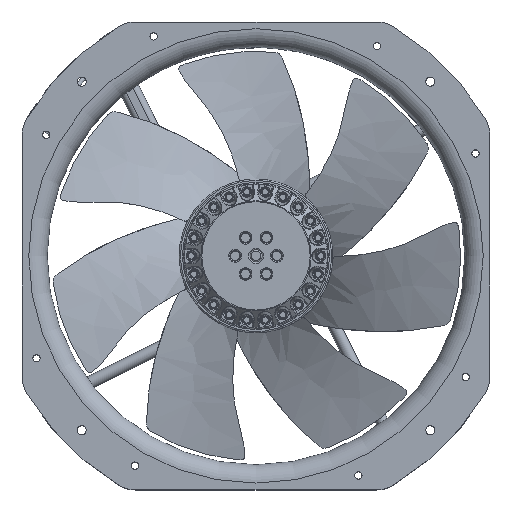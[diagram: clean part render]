
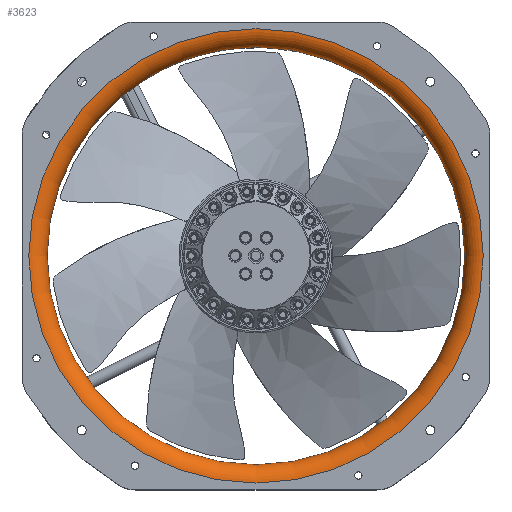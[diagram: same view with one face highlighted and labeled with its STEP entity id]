
A CAD part, top view. The second image highlights one B-rep face of the part: STEP entity #3623.
In plain terms, the highlighted toroidal (fillet/blend) face has major radius 136 mm and minor radius 11 mm.
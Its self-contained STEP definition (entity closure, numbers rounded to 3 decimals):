
#3623=ADVANCED_FACE('',(#25223,#25225),#25227,.T.);
#25223=FACE_BOUND('',#25224,.T.);
#25224=EDGE_LOOP('',(#81572,#81573));
#25225=FACE_BOUND('',#25226,.T.);
#25226=EDGE_LOOP('',(#81574,#81575));
#25227=TOROIDAL_SURFACE('',#25228,136.,11.);
#25228=AXIS2_PLACEMENT_3D('',#25229,#25230,#25231);
#25229=CARTESIAN_POINT('',(0.,0.,69.));
#25230=DIRECTION('',(0.,0.,1.));
#25231=DIRECTION('',(1.,0.,0.));
#81572=ORIENTED_EDGE('',*,*,#90643,.F.);
#81573=ORIENTED_EDGE('',*,*,#90642,.F.);
#81574=ORIENTED_EDGE('',*,*,#91065,.T.);
#81575=ORIENTED_EDGE('',*,*,#91066,.T.);
#90642=EDGE_CURVE('',#96289,#96290,#96291,.F.);
#90643=EDGE_CURVE('',#96290,#96289,#96292,.F.);
#91065=EDGE_CURVE('',#97044,#97045,#97046,.F.);
#91066=EDGE_CURVE('',#97045,#97044,#97047,.F.);
#96289=VERTEX_POINT('',#108662);
#96290=VERTEX_POINT('',#108663);
#96291=CIRCLE('',#108664,136.);
#96292=CIRCLE('',#108668,136.);
#97044=VERTEX_POINT('',#112450);
#97045=VERTEX_POINT('',#112451);
#97046=CIRCLE('',#112452,125.);
#97047=CIRCLE('',#112456,125.);
#108662=CARTESIAN_POINT('',(136.,0.,80.));
#108663=CARTESIAN_POINT('',(-136.,0.,80.));
#108664=AXIS2_PLACEMENT_3D('',#108665,#108666,#108667);
#108665=CARTESIAN_POINT('',(0.,0.,80.));
#108666=DIRECTION('',(0.,0.,1.));
#108667=DIRECTION('',(-1.,0.,0.));
#108668=AXIS2_PLACEMENT_3D('',#108669,#108670,#108671);
#108669=CARTESIAN_POINT('',(0.,0.,80.));
#108670=DIRECTION('',(0.,0.,1.));
#108671=DIRECTION('',(1.,0.,0.));
#112450=CARTESIAN_POINT('',(125.,0.,69.));
#112451=CARTESIAN_POINT('',(-125.,0.,69.));
#112452=AXIS2_PLACEMENT_3D('',#112453,#112454,#112455);
#112453=CARTESIAN_POINT('',(0.,0.,69.));
#112454=DIRECTION('',(0.,0.,1.));
#112455=DIRECTION('',(-1.,0.,0.));
#112456=AXIS2_PLACEMENT_3D('',#112457,#112458,#112459);
#112457=CARTESIAN_POINT('',(0.,0.,69.));
#112458=DIRECTION('',(0.,0.,1.));
#112459=DIRECTION('',(1.,0.,0.));
